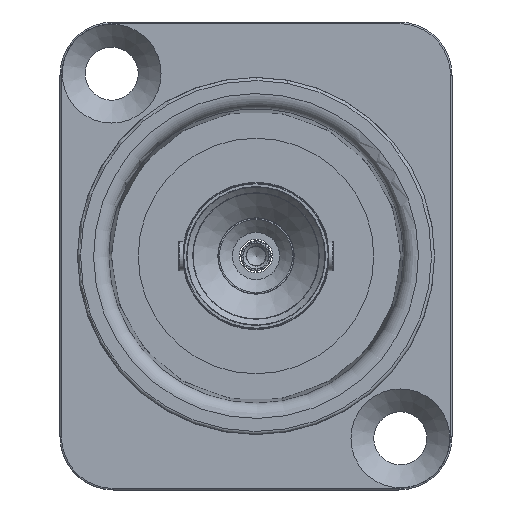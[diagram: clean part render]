
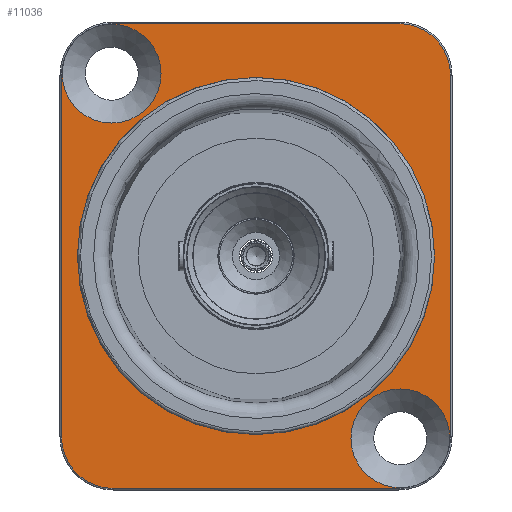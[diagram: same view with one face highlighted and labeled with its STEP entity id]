
A CAD part, front view. The second image highlights one B-rep face of the part: STEP entity #11036.
In plain terms, the highlighted planar face has unit normal (0, -1, 0).
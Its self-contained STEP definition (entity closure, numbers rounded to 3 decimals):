
#1055=FACE_BOUND('',#2444,.T.);
#1056=FACE_BOUND('',#2445,.T.);
#1057=FACE_BOUND('',#2446,.T.);
#1147=PLANE('',#12050);
#1771=FACE_OUTER_BOUND('',#2443,.T.);
#2443=EDGE_LOOP('',(#9364,#9365,#9366,#9367,#9368,#9369,#9370,#9371));
#2444=EDGE_LOOP('',(#9372));
#2445=EDGE_LOOP('',(#9373));
#2446=EDGE_LOOP('',(#9374));
#2830=LINE('',#71870,#3189);
#2831=LINE('',#71874,#3190);
#2832=LINE('',#71878,#3191);
#2833=LINE('',#71881,#3192);
#3189=VECTOR('',#14386,23.8);
#3190=VECTOR('',#14389,18.8);
#3191=VECTOR('',#14392,23.8);
#3192=VECTOR('',#14395,18.8);
#3726=CIRCLE('',#12051,3.4);
#3727=CIRCLE('',#12052,3.4);
#3728=CIRCLE('',#12053,3.4);
#3729=CIRCLE('',#12054,3.4);
#3730=CIRCLE('',#12055,3.25);
#3731=CIRCLE('',#12056,3.25);
#3732=CIRCLE('',#12057,11.75);
#4713=VERTEX_POINT('',#71866);
#4714=VERTEX_POINT('',#71867);
#4715=VERTEX_POINT('',#71869);
#4716=VERTEX_POINT('',#71871);
#4717=VERTEX_POINT('',#71873);
#4718=VERTEX_POINT('',#71875);
#4719=VERTEX_POINT('',#71877);
#4720=VERTEX_POINT('',#71879);
#4721=VERTEX_POINT('',#71882);
#4722=VERTEX_POINT('',#71884);
#4723=VERTEX_POINT('',#71886);
#6276=EDGE_CURVE('',#4713,#4714,#3726,.T.);
#6277=EDGE_CURVE('',#4714,#4715,#2830,.T.);
#6278=EDGE_CURVE('',#4715,#4716,#3727,.T.);
#6279=EDGE_CURVE('',#4716,#4717,#2831,.T.);
#6280=EDGE_CURVE('',#4717,#4718,#3728,.T.);
#6281=EDGE_CURVE('',#4718,#4719,#2832,.T.);
#6282=EDGE_CURVE('',#4719,#4720,#3729,.T.);
#6283=EDGE_CURVE('',#4720,#4713,#2833,.T.);
#6284=EDGE_CURVE('',#4721,#4721,#3730,.T.);
#6285=EDGE_CURVE('',#4722,#4722,#3731,.T.);
#6286=EDGE_CURVE('',#4723,#4723,#3732,.T.);
#9364=ORIENTED_EDGE('',*,*,#6276,.T.);
#9365=ORIENTED_EDGE('',*,*,#6277,.T.);
#9366=ORIENTED_EDGE('',*,*,#6278,.T.);
#9367=ORIENTED_EDGE('',*,*,#6279,.T.);
#9368=ORIENTED_EDGE('',*,*,#6280,.T.);
#9369=ORIENTED_EDGE('',*,*,#6281,.T.);
#9370=ORIENTED_EDGE('',*,*,#6282,.T.);
#9371=ORIENTED_EDGE('',*,*,#6283,.T.);
#9372=ORIENTED_EDGE('',*,*,#6284,.T.);
#9373=ORIENTED_EDGE('',*,*,#6285,.T.);
#9374=ORIENTED_EDGE('',*,*,#6286,.F.);
#11036=ADVANCED_FACE('',(#1771,#1055,#1056,#1057),#1147,.F.);
#12050=AXIS2_PLACEMENT_3D('',#71865,#14382,#14383);
#12051=AXIS2_PLACEMENT_3D('',#71868,#14384,#14385);
#12052=AXIS2_PLACEMENT_3D('',#71872,#14387,#14388);
#12053=AXIS2_PLACEMENT_3D('',#71876,#14390,#14391);
#12054=AXIS2_PLACEMENT_3D('',#71880,#14393,#14394);
#12055=AXIS2_PLACEMENT_3D('',#71883,#14396,#14397);
#12056=AXIS2_PLACEMENT_3D('',#71885,#14398,#14399);
#12057=AXIS2_PLACEMENT_3D('',#71887,#14400,#14401);
#14382=DIRECTION('center_axis',(0.,1.,0.));
#14383=DIRECTION('ref_axis',(1.,0.,0.));
#14384=DIRECTION('center_axis',(0.,-1.,0.));
#14385=DIRECTION('ref_axis',(0.,0.,-1.));
#14386=DIRECTION('',(0.,0.,1.));
#14387=DIRECTION('center_axis',(0.,-1.,0.));
#14388=DIRECTION('ref_axis',(1.,0.,0.));
#14389=DIRECTION('',(-1.,0.,0.));
#14390=DIRECTION('center_axis',(0.,-1.,0.));
#14391=DIRECTION('ref_axis',(0.,0.,1.));
#14392=DIRECTION('',(0.,0.,-1.));
#14393=DIRECTION('center_axis',(0.,-1.,0.));
#14394=DIRECTION('ref_axis',(-1.,0.,0.));
#14395=DIRECTION('',(1.,0.,0.));
#14396=DIRECTION('center_axis',(0.,1.,0.));
#14397=DIRECTION('ref_axis',(1.,0.,0.));
#14398=DIRECTION('center_axis',(0.,1.,0.));
#14399=DIRECTION('ref_axis',(1.,0.,0.));
#14400=DIRECTION('center_axis',(0.,-1.,0.));
#14401=DIRECTION('ref_axis',(-1.,0.,0.));
#71865=CARTESIAN_POINT('Origin',(0.,0.,0.));
#71866=CARTESIAN_POINT('',(9.4,0.,-15.3));
#71867=CARTESIAN_POINT('',(12.8,0.,-11.9));
#71868=CARTESIAN_POINT('Origin',(9.4,0.,-11.9));
#71869=CARTESIAN_POINT('',(12.8,0.,11.9));
#71870=CARTESIAN_POINT('',(12.8,0.,-11.9));
#71871=CARTESIAN_POINT('',(9.4,0.,15.3));
#71872=CARTESIAN_POINT('Origin',(9.4,0.,11.9));
#71873=CARTESIAN_POINT('',(-9.4,0.,15.3));
#71874=CARTESIAN_POINT('',(9.4,0.,15.3));
#71875=CARTESIAN_POINT('',(-12.8,0.,11.9));
#71876=CARTESIAN_POINT('Origin',(-9.4,0.,11.9));
#71877=CARTESIAN_POINT('',(-12.8,0.,-11.9));
#71878=CARTESIAN_POINT('',(-12.8,0.,11.9));
#71879=CARTESIAN_POINT('',(-9.4,0.,-15.3));
#71880=CARTESIAN_POINT('Origin',(-9.4,0.,-11.9));
#71881=CARTESIAN_POINT('',(-9.4,0.,-15.3));
#71882=CARTESIAN_POINT('',(-9.5,0.,15.25));
#71883=CARTESIAN_POINT('Origin',(-9.5,0.,12.));
#71884=CARTESIAN_POINT('',(9.5,0.,-8.75));
#71885=CARTESIAN_POINT('Origin',(9.5,0.,-12.));
#71886=CARTESIAN_POINT('',(11.75,0.,0.));
#71887=CARTESIAN_POINT('Origin',(0.,0.,0.));
